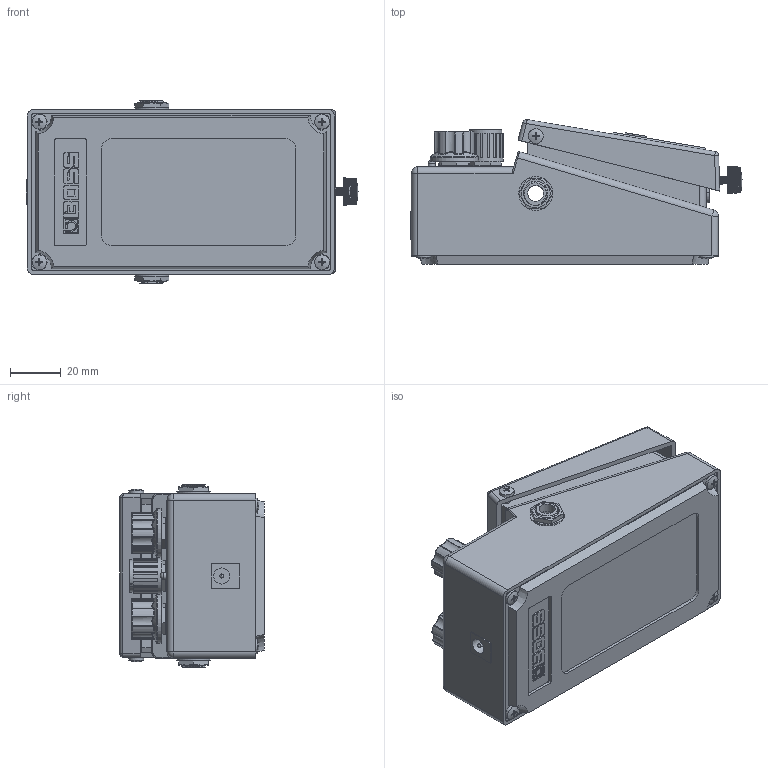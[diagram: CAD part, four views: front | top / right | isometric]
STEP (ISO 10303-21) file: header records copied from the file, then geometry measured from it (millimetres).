
FILE_DESCRIPTION(/* description */ (''),/* implementation_level */ '2;1');
FILE_NAME(/* name */ 'Boss_Assembly.stp',/* time_stamp */ '2015-05-15T11:17:29-04:00',/* author */ ('Philip'),/* organization */ (''),/* preprocessor_version */ 'ST-DEVELOPER v16.1',/* originating_system */ 'Autodesk Inventor 2016',/* authorisation */ '');
FILE_SCHEMA (('AUTOMOTIVE_DESIGN { 1 0 10303 214 3 1 1 }'));
Length unit declared in the file: inch
Products named in the file (16): Frame; Washer; Rod; Nut; Nibblets; Pedal; Pad; Knob1; Pedal_Assembly; ANSI B18.6.3 - 4-48 UNF - 0.375(14); Button_Knob; Plug; Bottom; Knob2; Knob3; Boss_Assembly
Assembly tree (26 placements, depth 3):
  Boss_Assembly
    Frame
    Washer  x2
    Rod  x2
    Nut  x2
    Nibblets
    Pedal_Assembly
      Pedal
      Pad
      Knob1
    ANSI B18.6.3 - 4-48 UNF - 0.375(14)  x6
    Button_Knob  x3
    Plug
    Bottom
    Knob2  x2
    Knob3
Bounding box: 130.45 x 56.8 x 71.88 mm (x, y, z)
Volume: 109717.6 mm3; surface area: 102527 mm2
Topology: 25 solids, 25 shells, 1184 faces, 3075 edges, 1990 vertices
Faces by surface type: plane 557, cylinder 239, cone 140, bspline 122, torus 77, sphere 49
Full cylindrical faces by diameter (mm): 1.27 x3, 1.587 x1, 2.159 x7, 2.489 x2, 2.845 x6, 2.87 x1, 2.896 x1, 6.35 x6, 7.938 x4, 9.525 x2, 10.16 x1, 11.811 x3, 13.335 x2, 13.97 x1, 19.05 x2
Entity records: 31313 total; most frequent: CARTESIAN_POINT 13360, ORIENTED_EDGE 3764, DIRECTION 3555, EDGE_CURVE 1882, AXIS2_PLACEMENT_3D 1416, VERTEX_POINT 1250, EDGE_LOOP 854, FACE_OUTER_BOUND 740
